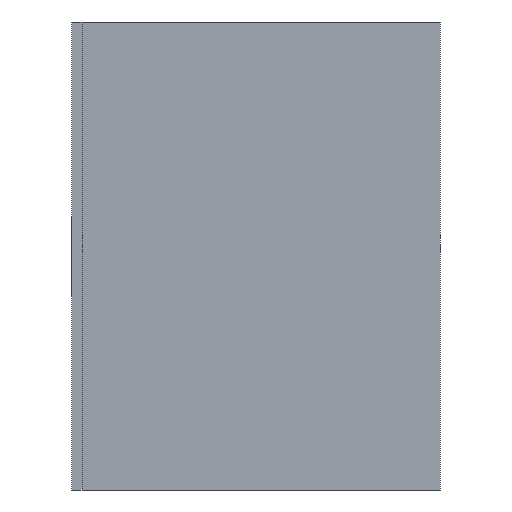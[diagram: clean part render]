
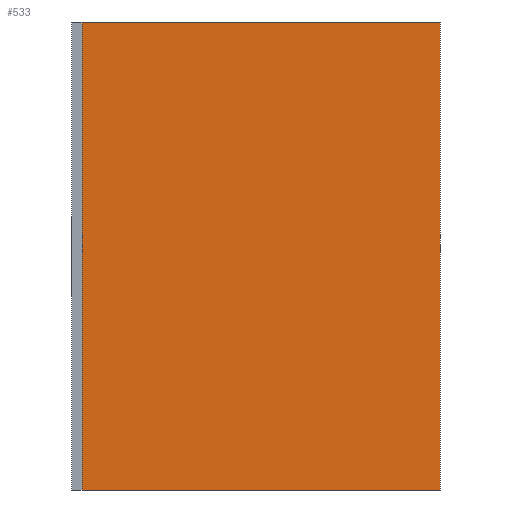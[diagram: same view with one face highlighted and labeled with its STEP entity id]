
A CAD part, left-side view. The second image highlights one B-rep face of the part: STEP entity #533.
In plain terms, the highlighted planar face has unit normal (-1, 0, 0).
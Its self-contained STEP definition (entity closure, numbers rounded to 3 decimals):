
#8 = DIRECTION ( 'NONE',  ( 0., 1., 0. ) ) ;
#135 = CARTESIAN_POINT ( 'NONE',  ( -0.008, 0.245, 0. ) ) ;
#533 = ADVANCED_FACE ( 'NONE', ( #1590 ), #2948, .F. ) ;
#549 = EDGE_CURVE ( 'NONE', #2714, #3191, #1096, .T. ) ;
#666 = CARTESIAN_POINT ( 'NONE',  ( -0.008, -0.007, 0. ) ) ;
#682 = DIRECTION ( 'NONE',  ( 0., 0., 1. ) ) ;
#849 = CARTESIAN_POINT ( 'NONE',  ( -0.008, 0., -0.33 ) ) ;
#1096 = LINE ( 'NONE', #2969, #1605 ) ;
#1217 = CARTESIAN_POINT ( 'NONE',  ( -0.008, 0., 0. ) ) ;
#1309 = ORIENTED_EDGE ( 'NONE', *, *, #3338, .F. ) ;
#1335 = DIRECTION ( 'NONE',  ( 1., 0., 0. ) ) ;
#1572 = EDGE_CURVE ( 'NONE', #2714, #2895, #2672, .T. ) ;
#1582 = CARTESIAN_POINT ( 'NONE',  ( -0.008, -0.007, -0.33 ) ) ;
#1590 = FACE_OUTER_BOUND ( 'NONE', #2794, .T. ) ;
#1605 = VECTOR ( 'NONE', #2697, 1000. ) ;
#1751 = LINE ( 'NONE', #1217, #2314 ) ;
#1761 = ORIENTED_EDGE ( 'NONE', *, *, #1572, .T. ) ;
#1848 = VERTEX_POINT ( 'NONE', #135 ) ;
#1876 = VECTOR ( 'NONE', #682, 1000. ) ;
#1960 = AXIS2_PLACEMENT_3D ( 'NONE', #849, #1335, #8 ) ;
#2022 = LINE ( 'NONE', #3083, #1876 ) ;
#2246 = ORIENTED_EDGE ( 'NONE', *, *, #2615, .T. ) ;
#2300 = DIRECTION ( 'NONE',  ( 0., 1., 0. ) ) ;
#2314 = VECTOR ( 'NONE', #2300, 1000. ) ;
#2437 = DIRECTION ( 'NONE',  ( 0., 0., 1. ) ) ;
#2615 = EDGE_CURVE ( 'NONE', #2895, #1848, #1751, .T. ) ;
#2651 = CARTESIAN_POINT ( 'NONE',  ( -0.008, -0.007, -0.33 ) ) ;
#2672 = LINE ( 'NONE', #1582, #3303 ) ;
#2697 = DIRECTION ( 'NONE',  ( 0., 1., 0. ) ) ;
#2714 = VERTEX_POINT ( 'NONE', #2651 ) ;
#2794 = EDGE_LOOP ( 'NONE', ( #2246, #1309, #2858, #1761 ) ) ;
#2858 = ORIENTED_EDGE ( 'NONE', *, *, #549, .F. ) ;
#2895 = VERTEX_POINT ( 'NONE', #666 ) ;
#2948 = PLANE ( 'NONE',  #1960 ) ;
#2969 = CARTESIAN_POINT ( 'NONE',  ( -0.008, 0., -0.33 ) ) ;
#3028 = CARTESIAN_POINT ( 'NONE',  ( -0.008, 0.245, -0.33 ) ) ;
#3083 = CARTESIAN_POINT ( 'NONE',  ( -0.008, 0.245, -0.33 ) ) ;
#3191 = VERTEX_POINT ( 'NONE', #3028 ) ;
#3303 = VECTOR ( 'NONE', #2437, 1000. ) ;
#3338 = EDGE_CURVE ( 'NONE', #3191, #1848, #2022, .T. ) ;
